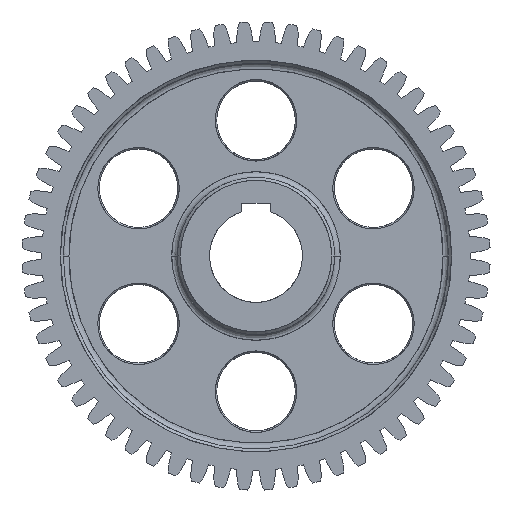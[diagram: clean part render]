
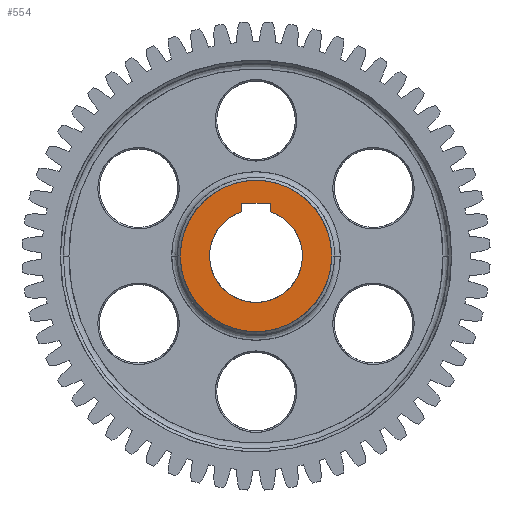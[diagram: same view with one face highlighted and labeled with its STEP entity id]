
A CAD part, front view. The second image highlights one B-rep face of the part: STEP entity #554.
In plain terms, the highlighted free-form (B-spline) face has degree [1, 1] with [2, 2] control points.
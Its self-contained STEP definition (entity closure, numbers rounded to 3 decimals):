
#554 = ADVANCED_FACE('',(#555,#577),#612,.T.);
#555 = FACE_BOUND('',#556,.T.);
#556 = EDGE_LOOP('',(#557,#569));
#557 = ORIENTED_EDGE('',*,*,#558,.T.);
#558 = EDGE_CURVE('',#559,#561,#563,.T.);
#559 = VERTEX_POINT('',#560);
#560 = CARTESIAN_POINT('',(70.714,-40.027,
    0.));
#561 = VERTEX_POINT('',#562);
#562 = CARTESIAN_POINT('',(-70.714,-40.027,
    0.));
#563 = ( BOUNDED_CURVE() B_SPLINE_CURVE(2,(#564,#565,#566,#567,#568),
.UNSPECIFIED.,.F.,.F.) B_SPLINE_CURVE_WITH_KNOTS((3,2,3),(0.,
1.571,3.142),.PIECEWISE_BEZIER_KNOTS.) CURVE() 
GEOMETRIC_REPRESENTATION_ITEM() RATIONAL_B_SPLINE_CURVE((1.,
0.707,1.,0.707,1.)) REPRESENTATION_ITEM('') );
#564 = CARTESIAN_POINT('',(70.714,-40.027,
    0.));
#565 = CARTESIAN_POINT('',(70.714,-40.027,
    -70.714));
#566 = CARTESIAN_POINT('',(0.,-40.027,
    -70.714));
#567 = CARTESIAN_POINT('',(-70.714,-40.027,
    -70.714));
#568 = CARTESIAN_POINT('',(-70.714,-40.027,
    0.));
#569 = ORIENTED_EDGE('',*,*,#570,.T.);
#570 = EDGE_CURVE('',#561,#559,#571,.T.);
#571 = ( BOUNDED_CURVE() B_SPLINE_CURVE(2,(#572,#573,#574,#575,#576),
.UNSPECIFIED.,.F.,.F.) B_SPLINE_CURVE_WITH_KNOTS((3,2,3),(0.,
1.571,3.142),.PIECEWISE_BEZIER_KNOTS.) CURVE() 
GEOMETRIC_REPRESENTATION_ITEM() RATIONAL_B_SPLINE_CURVE((1.,
0.707,1.,0.707,1.)) REPRESENTATION_ITEM('') );
#572 = CARTESIAN_POINT('',(-70.714,-40.027,
    0.));
#573 = CARTESIAN_POINT('',(-70.714,-40.027,
    70.714));
#574 = CARTESIAN_POINT('',(0.,-40.027,
    70.714));
#575 = CARTESIAN_POINT('',(70.714,-40.027,
    70.714));
#576 = CARTESIAN_POINT('',(70.714,-40.027,
    0.));
#577 = FACE_BOUND('',#578,.T.);
#578 = EDGE_LOOP('',(#579,#588,#595,#607));
#579 = ORIENTED_EDGE('',*,*,#580,.T.);
#580 = EDGE_CURVE('',#581,#583,#585,.T.);
#581 = VERTEX_POINT('',#582);
#582 = CARTESIAN_POINT('',(13.342,-40.027,
    49.233));
#583 = VERTEX_POINT('',#584);
#584 = CARTESIAN_POINT('',(-13.342,-40.027,
    49.233));
#585 = B_SPLINE_CURVE_WITH_KNOTS('',1,(#586,#587),.UNSPECIFIED.,.F.,.F.,
  (2,2),(0.,20.),.PIECEWISE_BEZIER_KNOTS.);
#586 = CARTESIAN_POINT('',(13.342,-40.027,
    49.233));
#587 = CARTESIAN_POINT('',(-13.342,-40.027,
    49.233));
#588 = ORIENTED_EDGE('',*,*,#589,.T.);
#589 = EDGE_CURVE('',#583,#590,#592,.T.);
#590 = VERTEX_POINT('',#591);
#591 = CARTESIAN_POINT('',(-13.342,-40.027,
    41.259));
#592 = B_SPLINE_CURVE_WITH_KNOTS('',1,(#593,#594),.UNSPECIFIED.,.F.,.F.,
  (2,2),(0.,5.977),.PIECEWISE_BEZIER_KNOTS.);
#593 = CARTESIAN_POINT('',(-13.342,-40.027,
    49.233));
#594 = CARTESIAN_POINT('',(-13.342,-40.027,
    41.259));
#595 = ORIENTED_EDGE('',*,*,#596,.T.);
#596 = EDGE_CURVE('',#590,#597,#599,.T.);
#597 = VERTEX_POINT('',#598);
#598 = CARTESIAN_POINT('',(13.342,-40.027,
    41.259));
#599 = ( BOUNDED_CURVE() B_SPLINE_CURVE(2,(#600,#601,#602,#603,#604,#605
,#606),.UNSPECIFIED.,.F.,.F.) B_SPLINE_CURVE_WITH_KNOTS((3,2,2,3),(
    0.,1.886,3.772,5.658),
.PIECEWISE_BEZIER_KNOTS.) CURVE() GEOMETRIC_REPRESENTATION_ITEM() 
RATIONAL_B_SPLINE_CURVE((1.,0.587,1.,0.587,1.,
0.587,1.)) REPRESENTATION_ITEM('') );
#600 = CARTESIAN_POINT('',(-13.342,-40.027,
    41.259));
#601 = CARTESIAN_POINT('',(-70.186,-40.027,
    22.877));
#602 = CARTESIAN_POINT('',(-35.093,-40.027,
    -25.472));
#603 = CARTESIAN_POINT('',(0.,-40.027,
    -73.82));
#604 = CARTESIAN_POINT('',(35.093,-40.027,
    -25.472));
#605 = CARTESIAN_POINT('',(70.186,-40.027,
    22.877));
#606 = CARTESIAN_POINT('',(13.342,-40.027,
    41.259));
#607 = ORIENTED_EDGE('',*,*,#608,.T.);
#608 = EDGE_CURVE('',#597,#581,#609,.T.);
#609 = B_SPLINE_CURVE_WITH_KNOTS('',1,(#610,#611),.UNSPECIFIED.,.F.,.F.,
  (2,2),(0.,5.977),.PIECEWISE_BEZIER_KNOTS.);
#610 = CARTESIAN_POINT('',(13.342,-40.027,
    41.259));
#611 = CARTESIAN_POINT('',(13.342,-40.027,
    49.233));
#612 = B_SPLINE_SURFACE_WITH_KNOTS('',1,1,(
    (#613,#614)
    ,(#615,#616
    )),.UNSPECIFIED.,.F.,.F.,.F.,(2,2),(2,2),(-53.,53.),(-53.,53.),
  .PIECEWISE_BEZIER_KNOTS.);
#613 = CARTESIAN_POINT('',(-70.714,-40.027,
    -70.714));
#614 = CARTESIAN_POINT('',(70.714,-40.027,
    -70.714));
#615 = CARTESIAN_POINT('',(-70.714,-40.027,
    70.714));
#616 = CARTESIAN_POINT('',(70.714,-40.027,
    70.714));
